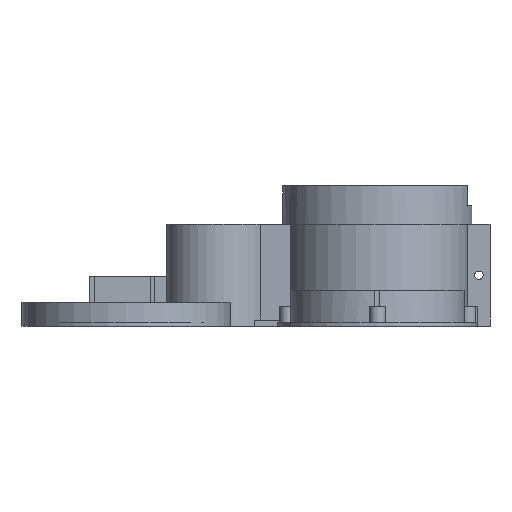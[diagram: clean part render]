
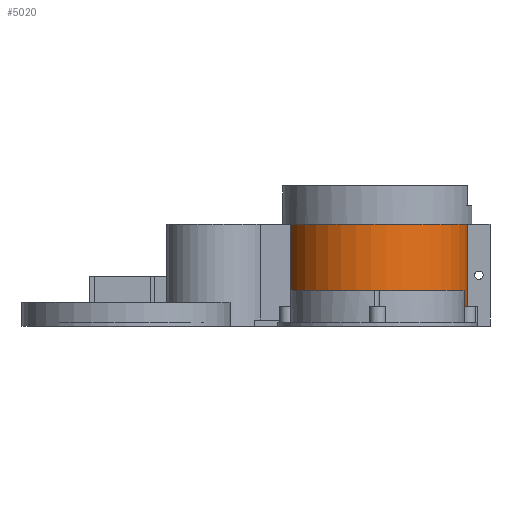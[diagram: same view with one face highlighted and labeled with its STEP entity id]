
A CAD part, left-side view. The second image highlights one B-rep face of the part: STEP entity #5020.
In plain terms, the highlighted cylindrical face has radius 45.5 mm (diameter 91 mm), a partial arc.
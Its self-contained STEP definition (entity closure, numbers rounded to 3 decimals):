
#587=FACE_OUTER_BOUND('',#960,.T.);
#960=EDGE_LOOP('',(#4174,#4175,#4176,#4177));
#1284=LINE('',#9667,#1686);
#1285=LINE('',#9673,#1687);
#1686=VECTOR('',#6674,10.);
#1687=VECTOR('',#6681,10.);
#2073=CIRCLE('',#5589,45.5);
#2074=CIRCLE('',#5590,45.5);
#2427=VERTEX_POINT('',#9663);
#2428=VERTEX_POINT('',#9665);
#2429=VERTEX_POINT('',#9669);
#2430=VERTEX_POINT('',#9671);
#3045=EDGE_CURVE('',#2427,#2428,#1284,.T.);
#3046=EDGE_CURVE('',#2429,#2427,#2073,.T.);
#3047=EDGE_CURVE('',#2430,#2428,#2074,.T.);
#3048=EDGE_CURVE('',#2429,#2430,#1285,.T.);
#4174=ORIENTED_EDGE('',*,*,#3046,.T.);
#4175=ORIENTED_EDGE('',*,*,#3045,.T.);
#4176=ORIENTED_EDGE('',*,*,#3047,.F.);
#4177=ORIENTED_EDGE('',*,*,#3048,.F.);
#4831=CYLINDRICAL_SURFACE('',#5588,45.5);
#5020=ADVANCED_FACE('',(#587),#4831,.T.);
#5588=AXIS2_PLACEMENT_3D('',#9668,#6675,#6676);
#5589=AXIS2_PLACEMENT_3D('',#9670,#6677,#6678);
#5590=AXIS2_PLACEMENT_3D('',#9672,#6679,#6680);
#6674=DIRECTION('',(0.,0.,1.));
#6675=DIRECTION('center_axis',(0.,0.,1.));
#6676=DIRECTION('ref_axis',(-0.312,0.95,0.));
#6677=DIRECTION('center_axis',(0.,0.,1.));
#6678=DIRECTION('ref_axis',(-0.312,0.95,0.));
#6679=DIRECTION('center_axis',(0.,0.,1.));
#6680=DIRECTION('ref_axis',(-0.312,0.95,0.));
#6681=DIRECTION('',(0.,0.,1.));
#9663=CARTESIAN_POINT('',(344.499,4.834,0.));
#9665=CARTESIAN_POINT('',(344.499,4.834,50.8));
#9667=CARTESIAN_POINT('',(344.499,4.834,0.));
#9668=CARTESIAN_POINT('Origin',(350.,50.,0.));
#9669=CARTESIAN_POINT('',(335.813,93.232,0.));
#9670=CARTESIAN_POINT('Origin',(350.,50.,0.));
#9671=CARTESIAN_POINT('',(335.813,93.232,50.8));
#9672=CARTESIAN_POINT('Origin',(350.,50.,50.8));
#9673=CARTESIAN_POINT('',(335.813,93.232,0.));
